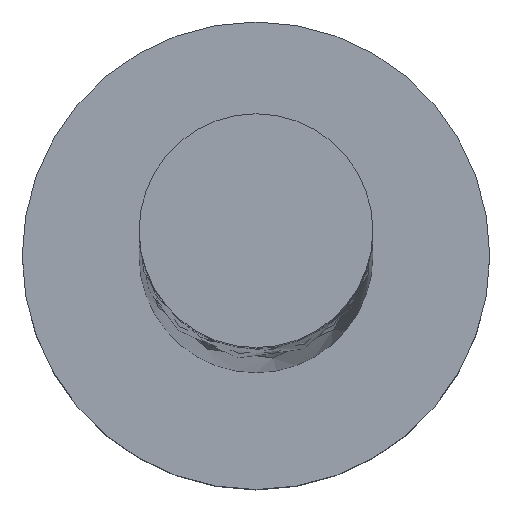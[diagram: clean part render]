
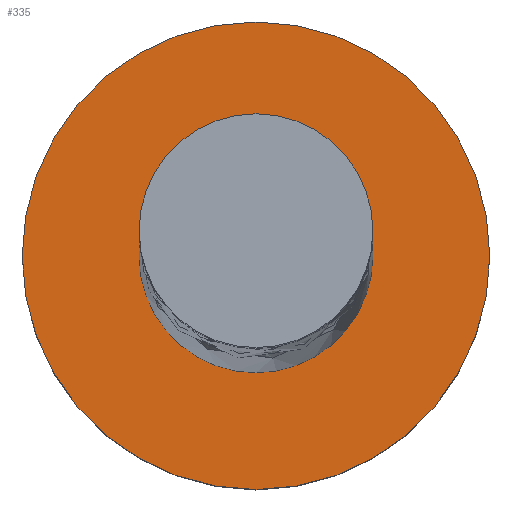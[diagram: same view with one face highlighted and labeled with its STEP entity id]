
A CAD part, top view. The second image highlights one B-rep face of the part: STEP entity #335.
In plain terms, the highlighted planar face has unit normal (0, 0, 1).
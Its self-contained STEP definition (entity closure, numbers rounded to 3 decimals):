
#25 = FACE_OUTER_BOUND ( 'NONE', #664, .T. ) ;
#57 = CIRCLE ( 'NONE', #787, 2. ) ;
#129 = CIRCLE ( 'NONE', #436, 2. ) ;
#135 = EDGE_CURVE ( 'NONE', #1105, #1363, #1166, .T. ) ;
#179 = CIRCLE ( 'NONE', #363, 1. ) ;
#198 = DIRECTION ( 'NONE',  ( 0., 0., 1. ) ) ;
#208 = DIRECTION ( 'NONE',  ( 1., 0., 0. ) ) ;
#216 = DIRECTION ( 'NONE',  ( 0., 0., 1. ) ) ;
#230 = DIRECTION ( 'NONE',  ( 1., 0., 0. ) ) ;
#305 = CARTESIAN_POINT ( 'NONE',  ( 0., 0., 2. ) ) ;
#335 = ADVANCED_FACE ( 'NONE', ( #586, #25 ), #515, .T. ) ;
#363 = AXIS2_PLACEMENT_3D ( 'NONE', #1230, #216, #208 ) ;
#381 = DIRECTION ( 'NONE',  ( 0., 0., 1. ) ) ;
#394 = CARTESIAN_POINT ( 'NONE',  ( 0., 0., 2. ) ) ;
#400 = CARTESIAN_POINT ( 'NONE',  ( 0., 0., 2. ) ) ;
#431 = ORIENTED_EDGE ( 'NONE', *, *, #135, .F. ) ;
#436 = AXIS2_PLACEMENT_3D ( 'NONE', #305, #1209, #448 ) ;
#448 = DIRECTION ( 'NONE',  ( 1., 0., 0. ) ) ;
#515 = PLANE ( 'NONE',  #1002 ) ;
#577 = ORIENTED_EDGE ( 'NONE', *, *, #1151, .F. ) ;
#586 = FACE_BOUND ( 'NONE', #1303, .T. ) ;
#589 = ORIENTED_EDGE ( 'NONE', *, *, #1085, .T. ) ;
#664 = EDGE_LOOP ( 'NONE', ( #589, #1321 ) ) ;
#688 = CARTESIAN_POINT ( 'NONE',  ( 2., 0., 2. ) ) ;
#715 = CARTESIAN_POINT ( 'NONE',  ( -2., 0., 2. ) ) ;
#759 = CARTESIAN_POINT ( 'NONE',  ( 0., 0., 2. ) ) ;
#787 = AXIS2_PLACEMENT_3D ( 'NONE', #394, #843, #1293 ) ;
#827 = EDGE_CURVE ( 'NONE', #1295, #1346, #57, .T. ) ;
#832 = DIRECTION ( 'NONE',  ( 1., 0., 0. ) ) ;
#843 = DIRECTION ( 'NONE',  ( 0., 0., 1. ) ) ;
#899 = CARTESIAN_POINT ( 'NONE',  ( 1., 0., 2. ) ) ;
#1002 = AXIS2_PLACEMENT_3D ( 'NONE', #400, #381, #832 ) ;
#1067 = AXIS2_PLACEMENT_3D ( 'NONE', #759, #198, #230 ) ;
#1085 = EDGE_CURVE ( 'NONE', #1346, #1295, #129, .T. ) ;
#1105 = VERTEX_POINT ( 'NONE', #899 ) ;
#1141 = CARTESIAN_POINT ( 'NONE',  ( -1., 0., 2. ) ) ;
#1151 = EDGE_CURVE ( 'NONE', #1363, #1105, #179, .T. ) ;
#1166 = CIRCLE ( 'NONE', #1067, 1. ) ;
#1209 = DIRECTION ( 'NONE',  ( 0., 0., 1. ) ) ;
#1230 = CARTESIAN_POINT ( 'NONE',  ( 0., 0., 2. ) ) ;
#1293 = DIRECTION ( 'NONE',  ( 1., 0., 0. ) ) ;
#1295 = VERTEX_POINT ( 'NONE', #688 ) ;
#1303 = EDGE_LOOP ( 'NONE', ( #577, #431 ) ) ;
#1321 = ORIENTED_EDGE ( 'NONE', *, *, #827, .T. ) ;
#1346 = VERTEX_POINT ( 'NONE', #715 ) ;
#1363 = VERTEX_POINT ( 'NONE', #1141 ) ;
